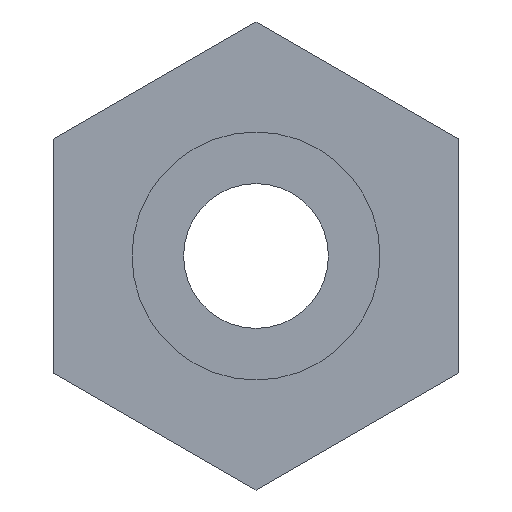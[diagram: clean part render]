
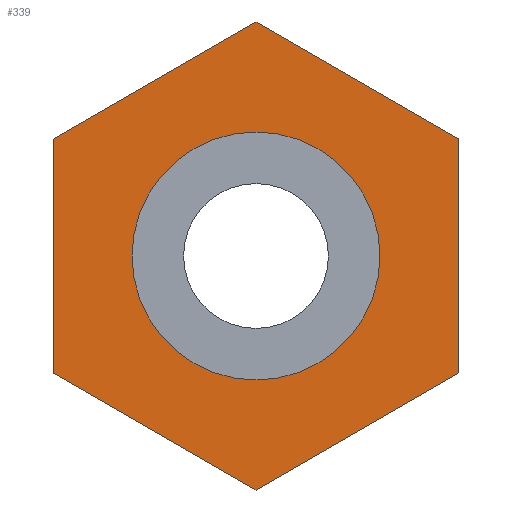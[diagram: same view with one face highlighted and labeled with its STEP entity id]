
A CAD part, front view. The second image highlights one B-rep face of the part: STEP entity #339.
In plain terms, the highlighted planar face has unit normal (0, -1, 0).
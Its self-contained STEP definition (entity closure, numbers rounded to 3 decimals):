
#20=LINE('',#464,#38);
#21=LINE('',#467,#39);
#22=LINE('',#469,#40);
#23=LINE('',#471,#41);
#24=LINE('',#473,#42);
#25=LINE('',#475,#43);
#38=VECTOR('',#406,1000.);
#39=VECTOR('',#407,1000.);
#40=VECTOR('',#408,1000.);
#41=VECTOR('',#409,1000.);
#42=VECTOR('',#410,1000.);
#43=VECTOR('',#411,1000.);
#59=PLANE('',#366);
#79=ORIENTED_EDGE('',*,*,#126,.T.);
#80=ORIENTED_EDGE('',*,*,#127,.T.);
#81=ORIENTED_EDGE('',*,*,#128,.T.);
#82=ORIENTED_EDGE('',*,*,#129,.T.);
#83=ORIENTED_EDGE('',*,*,#130,.T.);
#84=ORIENTED_EDGE('',*,*,#131,.T.);
#85=ORIENTED_EDGE('',*,*,#132,.T.);
#126=EDGE_CURVE('',#152,#153,#20,.T.);
#127=EDGE_CURVE('',#153,#154,#21,.T.);
#128=EDGE_CURVE('',#154,#155,#22,.T.);
#129=EDGE_CURVE('',#155,#156,#23,.T.);
#130=EDGE_CURVE('',#156,#157,#24,.T.);
#131=EDGE_CURVE('',#157,#152,#25,.T.);
#132=EDGE_CURVE('',#158,#158,#172,.T.);
#152=VERTEX_POINT('',#465);
#153=VERTEX_POINT('',#466);
#154=VERTEX_POINT('',#468);
#155=VERTEX_POINT('',#470);
#156=VERTEX_POINT('',#472);
#157=VERTEX_POINT('',#474);
#158=VERTEX_POINT('',#477);
#172=CIRCLE('',#367,4.283);
#185=EDGE_LOOP('',(#79,#80,#81,#82,#83,#84));
#186=EDGE_LOOP('',(#85));
#209=FACE_BOUND('',#185,.T.);
#210=FACE_BOUND('',#186,.T.);
#339=ADVANCED_FACE('',(#209,#210),#59,.T.);
#366=AXIS2_PLACEMENT_3D('',#463,#404,#405);
#367=AXIS2_PLACEMENT_3D('',#476,#412,#413);
#404=DIRECTION('',(0.,-1.,0.));
#405=DIRECTION('',(0.,0.,-1.));
#406=DIRECTION('',(0.,0.,-1.));
#407=DIRECTION('',(0.866,0.,-0.5));
#408=DIRECTION('',(0.866,0.,0.5));
#409=DIRECTION('',(0.,0.,1.));
#410=DIRECTION('',(-0.866,0.,0.5));
#411=DIRECTION('',(-0.866,0.,-0.5));
#412=DIRECTION('',(0.,1.,0.));
#413=DIRECTION('',(0.,0.,-1.));
#463=CARTESIAN_POINT('',(0.,0.,0.));
#464=CARTESIAN_POINT('',(-7.,0.,4.041));
#465=CARTESIAN_POINT('',(-7.,0.,4.041));
#466=CARTESIAN_POINT('',(-7.,0.,-4.041));
#467=CARTESIAN_POINT('',(-7.,0.,-4.041));
#468=CARTESIAN_POINT('',(0.,0.,-8.083));
#469=CARTESIAN_POINT('',(0.,0.,-8.083));
#470=CARTESIAN_POINT('',(7.,0.,-4.041));
#471=CARTESIAN_POINT('',(7.,0.,-4.041));
#472=CARTESIAN_POINT('',(7.,0.,4.041));
#473=CARTESIAN_POINT('',(7.,0.,4.041));
#474=CARTESIAN_POINT('',(0.,0.,8.083));
#475=CARTESIAN_POINT('',(0.,0.,8.083));
#476=CARTESIAN_POINT('',(0.,0.,0.));
#477=CARTESIAN_POINT('',(0.,0.,-4.283));
